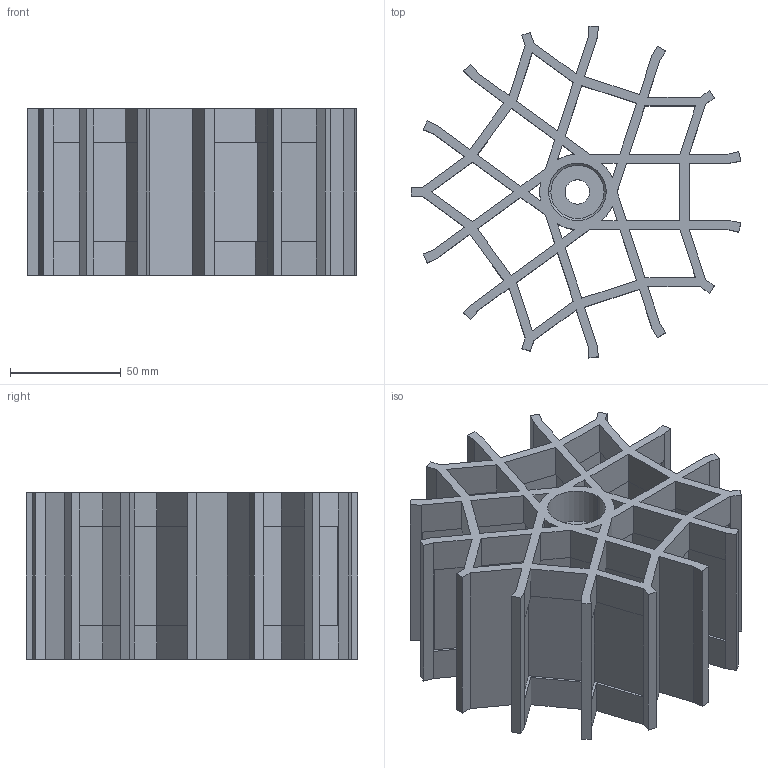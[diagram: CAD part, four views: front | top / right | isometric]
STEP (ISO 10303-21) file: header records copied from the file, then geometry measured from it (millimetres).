
FILE_DESCRIPTION (( 'STEP AP214' ), '1' );
FILE_NAME ('Wheel rim 02.STEP', '2024-05-12T16:52:07', ( '' ), ( '' ), 'SwSTEP 2.0', 'SolidWorks 2020', '' );
FILE_SCHEMA (( 'AUTOMOTIVE_DESIGN' ));
Length unit declared in the file: millimetre
Products named in the file (1): Wheel rim 02
Bounding box: 148.67 x 149.64 x 75 mm (x, y, z)
Volume: 266437.6 mm3; surface area: 180087.5 mm2
Topology: 1 solids, 1 shells, 406 faces, 1054 edges, 680 vertices
Faces by surface type: plane 379, cylinder 23, cone 4
Entity records: 12202 total; most frequent: CARTESIAN_POINT 2141, ORIENTED_EDGE 2108, DIRECTION 1918, EDGE_CURVE 1054, VECTOR 1004, LINE 1004, VERTEX_POINT 680, EDGE_LOOP 468
